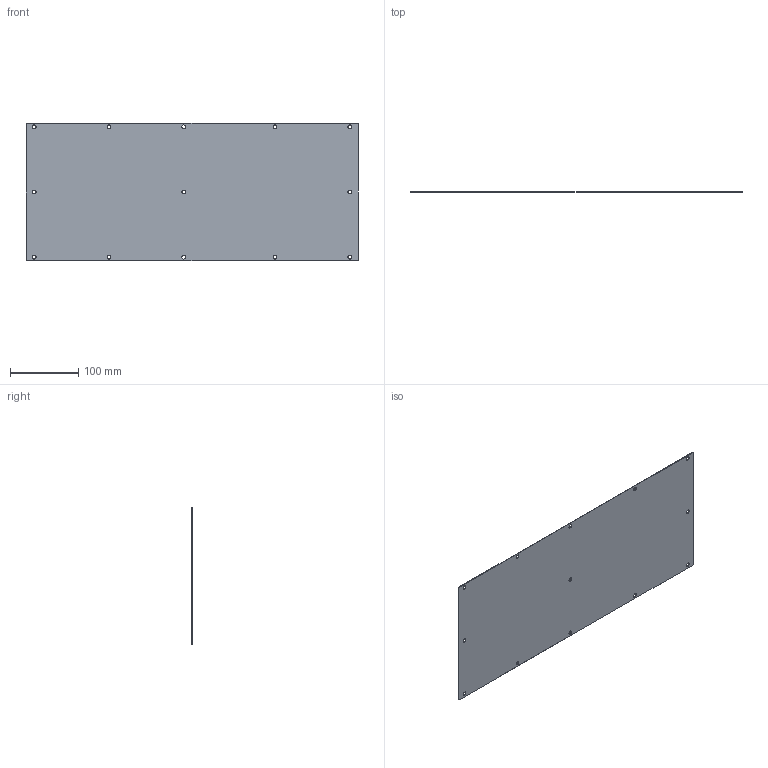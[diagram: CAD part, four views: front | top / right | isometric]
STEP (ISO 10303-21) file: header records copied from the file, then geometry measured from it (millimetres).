
FILE_DESCRIPTION (( 'STEP AP203' ), '1' );
FILE_NAME ('下部背板.STEP', '2022-09-27T06:05:26', ( '' ), ( '' ), 'SwSTEP 2.0', 'SolidWorks 2016', '' );
FILE_SCHEMA (( 'CONFIG_CONTROL_DESIGN' ));
Length unit declared in the file: millimetre
Products named in the file (1): 狟窒掖啣
Bounding box: 486.5 x 1 x 202 mm (x, y, z)
Volume: 97962.1 mm3; surface area: 197523.6 mm2
Topology: 1 solids, 1 shells, 36 faces, 102 edges, 68 vertices
Faces by surface type: cylinder 26, plane 10
Entity records: 1327 total; most frequent: DIRECTION 228, CARTESIAN_POINT 207, ORIENTED_EDGE 204, EDGE_CURVE 102, AXIS2_PLACEMENT_3D 89, VERTEX_POINT 68, EDGE_LOOP 62, CIRCLE 52
